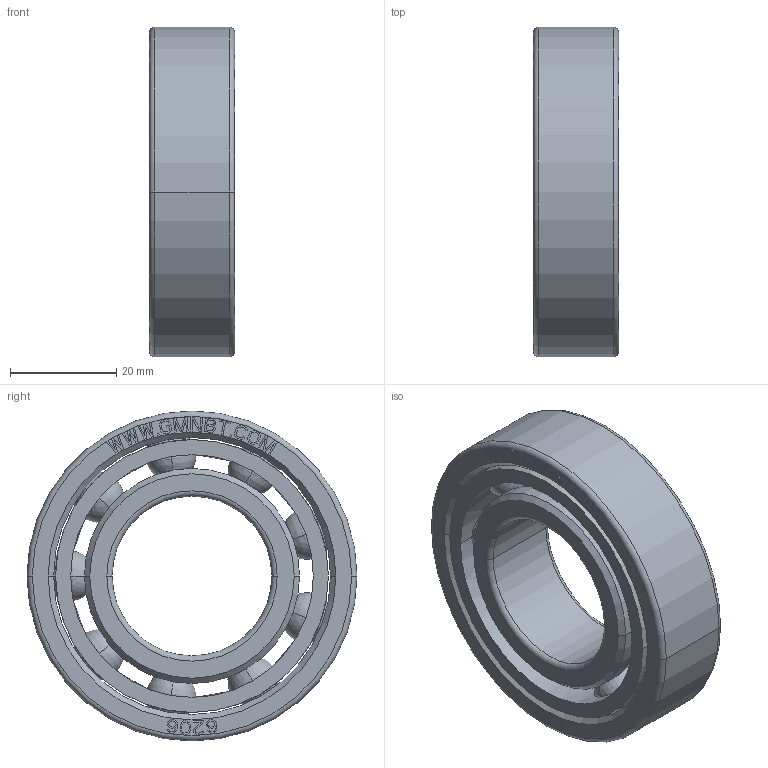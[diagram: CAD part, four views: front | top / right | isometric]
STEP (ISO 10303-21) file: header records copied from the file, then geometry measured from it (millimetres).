
FILE_DESCRIPTION((''),'2;1');
FILE_NAME('6206_PRT','2014-11-17T',('sales 4'),(''),'PRO/ENGINEER BY PARAMETRIC TECHNOLOGY CORPORATION, 2013150','PRO/ENGINEER BY PARAMETRIC TECHNOLOGY CORPORATION, 2013150','');
FILE_SCHEMA(('AUTOMOTIVE_DESIGN { 1 0 10303 214 1 1 1 1 }'));
Length unit declared in the file: millimetre
Products named in the file (1): 6206_PRT
Bounding box: 16.01 x 62 x 62 mm (x, y, z)
Volume: 29196.2 mm3; surface area: 19607.9 mm2
Topology: 12 solids, 12 shells, 551 faces, 1544 edges, 1002 vertices
Faces by surface type: plane 479, cylinder 34, sphere 18, torus 12, cone 8
Entity records: 24510 total; most frequent: CARTESIAN_POINT 5553, ORIENTED_EDGE 3016, DIRECTION 2652, PRESENTATION_STYLE_ASSIGNMENT 1543, STYLED_ITEM 1520, CURVE_STYLE 1508, EDGE_CURVE 1508, VECTOR 1394
